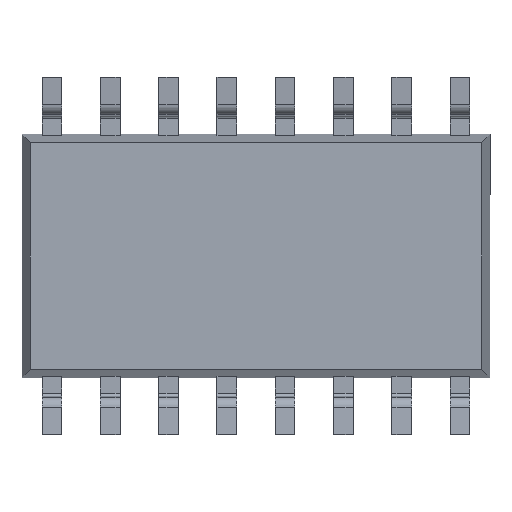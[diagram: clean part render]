
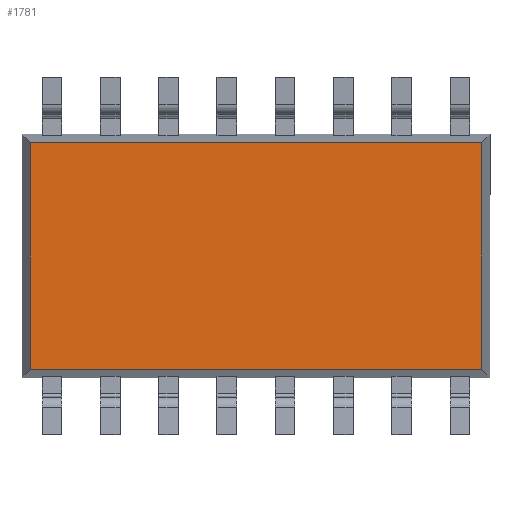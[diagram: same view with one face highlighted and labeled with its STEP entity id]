
A CAD part, front view. The second image highlights one B-rep face of the part: STEP entity #1781.
In plain terms, the highlighted planar face has unit normal (0, -1, 0).
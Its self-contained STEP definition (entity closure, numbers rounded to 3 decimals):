
#172 = CARTESIAN_POINT ( 'NONE',  ( -4.924, 0.15, -2.474 ) ) ;
#468 = LINE ( 'NONE', #5320, #7270 ) ;
#985 = CARTESIAN_POINT ( 'NONE',  ( 4.924, 0.15, -2.474 ) ) ;
#1422 = EDGE_LOOP ( 'NONE', ( #7626, #4702, #4721, #1827 ) ) ;
#1666 = LINE ( 'NONE', #6154, #2162 ) ;
#1676 = EDGE_CURVE ( 'NONE', #5102, #5292, #3521, .T. ) ;
#1781 = ADVANCED_FACE ( 'NONE', ( #1889 ), #2991, .T. ) ;
#1788 = DIRECTION ( 'NONE',  ( 0., -1., 0. ) ) ;
#1817 = DIRECTION ( 'NONE',  ( 1., 0., 0. ) ) ;
#1827 = ORIENTED_EDGE ( 'NONE', *, *, #4710, .T. ) ;
#1889 = FACE_OUTER_BOUND ( 'NONE', #1422, .T. ) ;
#2137 = CARTESIAN_POINT ( 'NONE',  ( -4.924, 0.15, 2.474 ) ) ;
#2162 = VECTOR ( 'NONE', #3268, 1000. ) ;
#2324 = CARTESIAN_POINT ( 'NONE',  ( 4.924, 0.15, 2.474 ) ) ;
#2991 = PLANE ( 'NONE',  #7421 ) ;
#3021 = DIRECTION ( 'NONE',  ( 0., 0., -1. ) ) ;
#3268 = DIRECTION ( 'NONE',  ( 0., 0., 1. ) ) ;
#3521 = LINE ( 'NONE', #7148, #4825 ) ;
#4032 = LINE ( 'NONE', #7616, #6798 ) ;
#4157 = DIRECTION ( 'NONE',  ( -1., 0., 0. ) ) ;
#4587 = VERTEX_POINT ( 'NONE', #2137 ) ;
#4702 = ORIENTED_EDGE ( 'NONE', *, *, #7391, .T. ) ;
#4710 = EDGE_CURVE ( 'NONE', #4587, #5102, #4032, .T. ) ;
#4721 = ORIENTED_EDGE ( 'NONE', *, *, #6739, .T. ) ;
#4805 = CARTESIAN_POINT ( 'NONE',  ( 0., 0.15, 0. ) ) ;
#4825 = VECTOR ( 'NONE', #1817, 1000. ) ;
#5102 = VERTEX_POINT ( 'NONE', #172 ) ;
#5292 = VERTEX_POINT ( 'NONE', #985 ) ;
#5320 = CARTESIAN_POINT ( 'NONE',  ( 5.1, 0.15, 2.474 ) ) ;
#6154 = CARTESIAN_POINT ( 'NONE',  ( 4.924, 0.15, -2.65 ) ) ;
#6420 = DIRECTION ( 'NONE',  ( 0., 0., -1. ) ) ;
#6739 = EDGE_CURVE ( 'NONE', #6787, #4587, #468, .T. ) ;
#6787 = VERTEX_POINT ( 'NONE', #2324 ) ;
#6798 = VECTOR ( 'NONE', #6420, 1000. ) ;
#7148 = CARTESIAN_POINT ( 'NONE',  ( -5.1, 0.15, -2.474 ) ) ;
#7270 = VECTOR ( 'NONE', #4157, 1000. ) ;
#7391 = EDGE_CURVE ( 'NONE', #5292, #6787, #1666, .T. ) ;
#7421 = AXIS2_PLACEMENT_3D ( 'NONE', #4805, #1788, #3021 ) ;
#7616 = CARTESIAN_POINT ( 'NONE',  ( -4.924, 0.15, 2.65 ) ) ;
#7626 = ORIENTED_EDGE ( 'NONE', *, *, #1676, .T. ) ;
